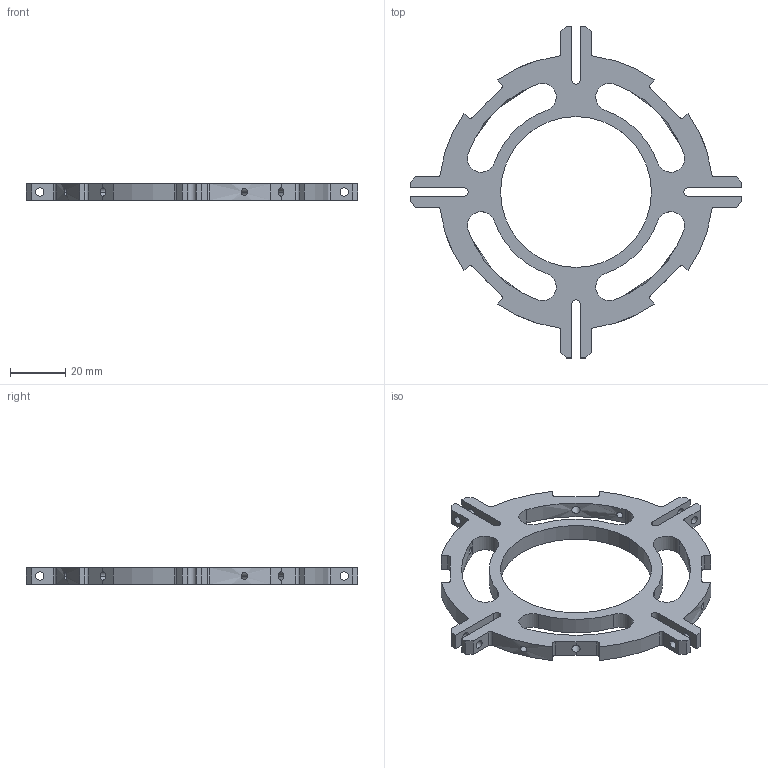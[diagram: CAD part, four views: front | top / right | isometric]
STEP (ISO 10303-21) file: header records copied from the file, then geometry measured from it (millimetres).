
FILE_DESCRIPTION(('CATIA V5 STEP Exchange'),'2;1');
FILE_NAME('Bague aileron V2.stp','2021-03-11T13:04:41+00:00',('none'),('none'),'CATIA Version 5 Release 19 GA (IN-10)','CATIA V5 STEP AP203','none');
FILE_SCHEMA(('CONFIG_CONTROL_DESIGN'));
Length unit declared in the file: millimetre
Products named in the file (1): Bague aileron V2
Bounding box: 120 x 120 x 6 mm (x, y, z)
Volume: 21735.2 mm3; surface area: 14674.8 mm2
Topology: 1 solids, 1 shells, 128 faces, 390 edges, 260 vertices
Faces by surface type: cylinder 78, plane 50
Entity records: 4356 total; most frequent: CARTESIAN_POINT 991, ORIENTED_EDGE 780, DIRECTION 518, EDGE_CURVE 390, VERTEX_POINT 260, VECTOR 226, LINE 226, AXIS2_PLACEMENT_3D 217
